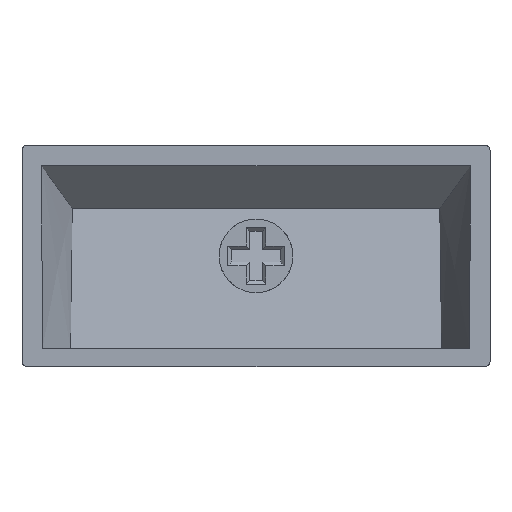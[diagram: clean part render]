
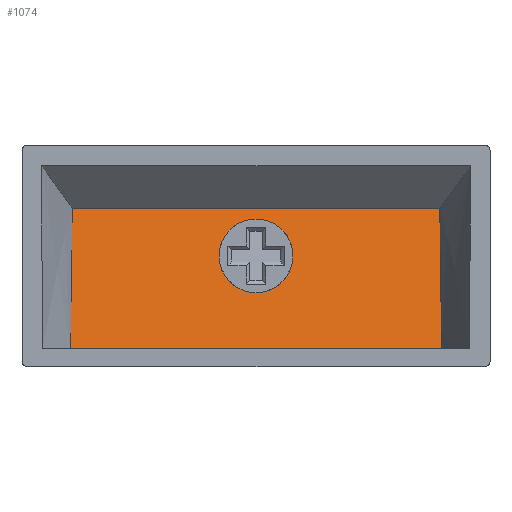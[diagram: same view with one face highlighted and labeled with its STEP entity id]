
A CAD part, front view. The second image highlights one B-rep face of the part: STEP entity #1074.
In plain terms, the highlighted planar face has unit normal (0, -0.98, 0.2).
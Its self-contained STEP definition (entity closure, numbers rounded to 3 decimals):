
#1000=EDGE_CURVE('',#1001,#1003,#1005,.F.);
#1001=VERTEX_POINT('',#1002);
#1002=CARTESIAN_POINT('',(34.158,4.775,-16.5));
#1003=VERTEX_POINT('',#1004);
#1004=CARTESIAN_POINT('',(3.942,4.775,-16.5));
#1005=LINE('',#1006,#1007);
#1006=CARTESIAN_POINT('',(0.0,4.775,-16.5));
#1007=VECTOR('',#1008,1.0);
#1008=DIRECTION('',(1.0,0.0,0.0));
#1038=VERTEX_POINT('',#1039);
#1039=CARTESIAN_POINT('',(34.014,7.098,-5.123));
#1052=VERTEX_POINT('',#1053);
#1053=CARTESIAN_POINT('',(4.086,7.098,-5.123));
#1064=EDGE_CURVE('',#1052,#1038,#1065,.T.);
#1065=LINE('',#1066,#1067);
#1066=CARTESIAN_POINT('',(0.0,7.098,-5.123));
#1067=VECTOR('',#1068,1.0);
#1068=DIRECTION('',(1.0,0.0,0.0));
#1074=ADVANCED_FACE('',(#1075,#1086),#1112,.F.);
#1075=FACE_BOUND('',#1076,.T.);
#1076=EDGE_LOOP('',(#1077));
#1077=ORIENTED_EDGE('',*,*,#1078,.T.);
#1078=EDGE_CURVE('',#1079,#1079,#1081,.F.);
#1079=VERTEX_POINT('',#1080);
#1080=CARTESIAN_POINT('',(19.05,5.696,-11.991));
#1081=ELLIPSE('',#1082,3.062,3.0);
#1082=AXIS2_PLACEMENT_3D('',#1083,#1084,#1085);
#1083=CARTESIAN_POINT('',(19.05,6.308,-8.991));
#1084=DIRECTION('',(0.0,-0.98,0.2));
#1085=DIRECTION('',(0.0,-0.2,-0.98));
#1086=FACE_BOUND('',#1087,.T.);
#1087=EDGE_LOOP('',(#1088,#1099,#1100,#1111));
#1088=ORIENTED_EDGE('',*,*,#1089,.T.);
#1089=EDGE_CURVE('',#1001,#1038,#1090,.F.);
#1090=B_SPLINE_CURVE_WITH_KNOTS('',3,(#1091,#1092,#1093,#1094,#1095,#1096,#1097,#1098),.UNSPECIFIED.,.F.,.U.,(4,2,2,4),(0.0,5.806,8.71,11.613),.UNSPECIFIED.);
#1091=CARTESIAN_POINT('',(34.014,7.098,-5.123));
#1092=CARTESIAN_POINT('',(34.032,6.711,-7.019));
#1093=CARTESIAN_POINT('',(34.053,6.324,-8.915));
#1094=CARTESIAN_POINT('',(34.088,5.743,-11.76));
#1095=CARTESIAN_POINT('',(34.1,5.549,-12.708));
#1096=CARTESIAN_POINT('',(34.127,5.162,-14.604));
#1097=CARTESIAN_POINT('',(34.142,4.969,-15.552));
#1098=CARTESIAN_POINT('',(34.158,4.775,-16.5));
#1099=ORIENTED_EDGE('',*,*,#1064,.F.);
#1100=ORIENTED_EDGE('',*,*,#1101,.T.);
#1101=EDGE_CURVE('',#1052,#1003,#1102,.F.);
#1102=B_SPLINE_CURVE_WITH_KNOTS('',3,(#1103,#1104,#1105,#1106,#1107,#1108,#1109,#1110),.UNSPECIFIED.,.F.,.U.,(4,2,2,4),(0.0,2.903,5.806,11.613),.UNSPECIFIED.);
#1103=CARTESIAN_POINT('',(3.942,4.775,-16.5));
#1104=CARTESIAN_POINT('',(3.958,4.969,-15.552));
#1105=CARTESIAN_POINT('',(3.973,5.162,-14.604));
#1106=CARTESIAN_POINT('',(4.,5.549,-12.708));
#1107=CARTESIAN_POINT('',(4.012,5.743,-11.76));
#1108=CARTESIAN_POINT('',(4.047,6.323,-8.915));
#1109=CARTESIAN_POINT('',(4.068,6.711,-7.019));
#1110=CARTESIAN_POINT('',(4.086,7.098,-5.123));
#1111=ORIENTED_EDGE('',*,*,#1000,.F.);
#1112=PLANE('',#1113);
#1113=AXIS2_PLACEMENT_3D('',#1114,#1115,#1116);
#1114=CARTESIAN_POINT('',(0.0,7.818,-1.596));
#1115=DIRECTION('',(0.0,0.98,-0.2));
#1116=DIRECTION('',(0.0,0.2,0.98));
